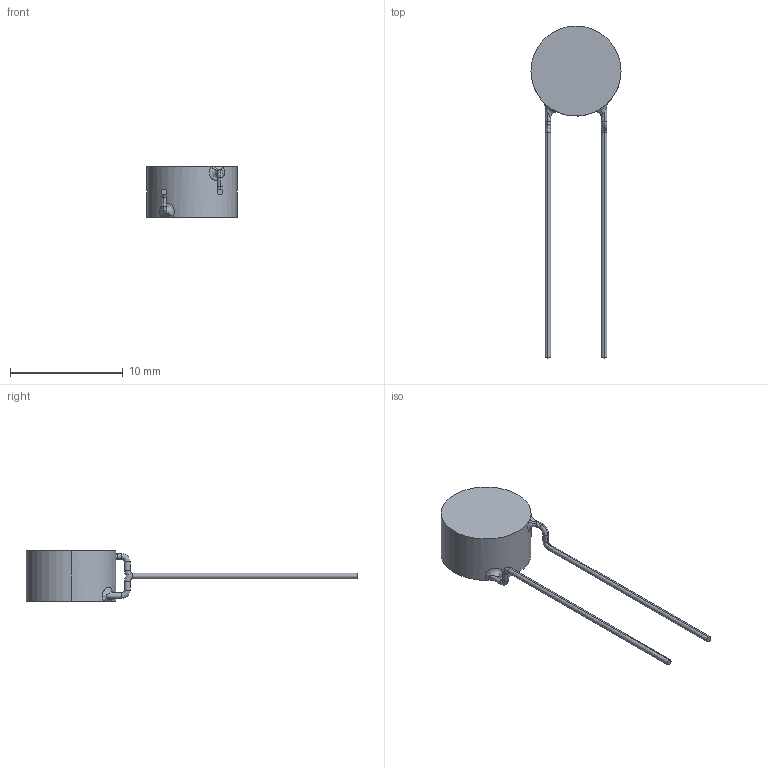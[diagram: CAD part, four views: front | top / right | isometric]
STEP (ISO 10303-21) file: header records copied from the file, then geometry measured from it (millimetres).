
FILE_DESCRIPTION (( 'STEP AP214' ), '1' );
FILE_NAME ('Vishay Intertechnology-PTC Thermistor PTCTL4MR080JBE Overload Vishay.STEP', '2013-02-06T18:25:40', ( 'Windows User' ), ( '' ), 'SwSTEP 2.0', 'SolidWorks 2013', '' );
FILE_SCHEMA (( 'AUTOMOTIVE_DESIGN' ));
Length unit declared in the file: millimetre
Products named in the file (1): Vishay Intertechnology-PTC Thermistor PTCTL4MR080JBE Overload Vishay
Bounding box: 8 x 29.5 x 4.5 mm (x, y, z)
Volume: 235.8 mm3; surface area: 287.5 mm2
Topology: 1 solids, 1 shells, 32 faces, 70 edges, 40 vertices
Faces by surface type: cylinder 14, bspline 14, plane 4
Entity records: 1768 total; most frequent: CARTESIAN_POINT 739, ORIENTED_EDGE 140, DIRECTION 132, EDGE_CURVE 70, AXIS2_PLACEMENT_3D 59, CIRCLE 40, VERTEX_POINT 40, UNCERTAINTY_MEASURE_WITH_UNIT 35
